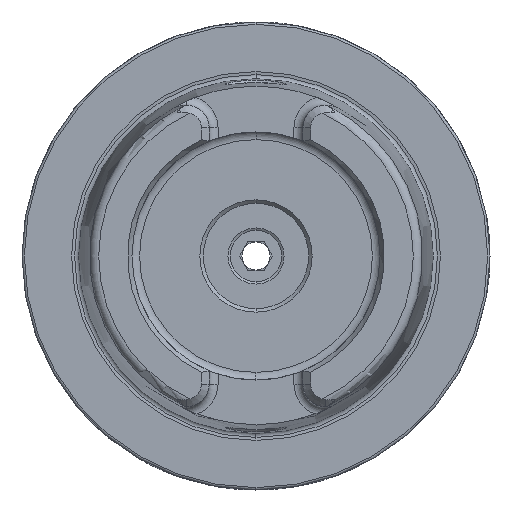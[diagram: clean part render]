
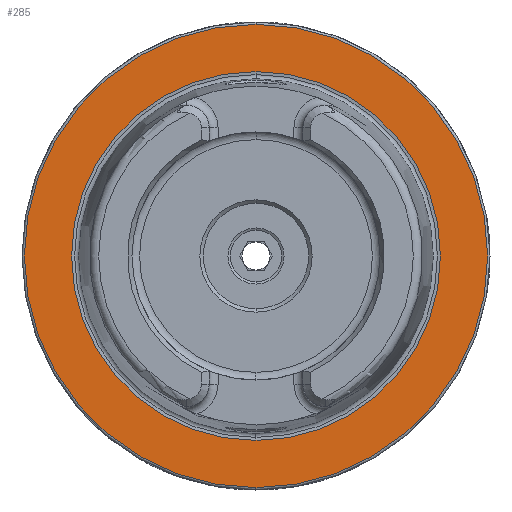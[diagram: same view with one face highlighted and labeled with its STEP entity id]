
A CAD part, left-side view. The second image highlights one B-rep face of the part: STEP entity #285.
In plain terms, the highlighted planar face has unit normal (-1, 0, 0).
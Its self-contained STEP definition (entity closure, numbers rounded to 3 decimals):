
#33 = VERTEX_POINT ( 'NONE', #9668 ) ;
#36 = VERTEX_POINT ( 'NONE', #9671 ) ;
#37 = VERTEX_POINT ( 'NONE', #9672 ) ;
#285 = ADVANCED_FACE ( 'NONE', ( #3573, #3581 ), #10116, .F. ) ;
#1476 = ORIENTED_EDGE ( 'NONE', *, *, #1765, .T. ) ;
#1477 = ORIENTED_EDGE ( 'NONE', *, *, #1994, .T. ) ;
#1478 = ORIENTED_EDGE ( 'NONE', *, *, #1998, .F. ) ;
#1479 = ORIENTED_EDGE ( 'NONE', *, *, #1764, .F. ) ;
#1764 = EDGE_CURVE ( 'NONE', #36, #3816, #5164, .T. ) ;
#1765 = EDGE_CURVE ( 'NONE', #33, #37, #5166, .T. ) ;
#1994 = EDGE_CURVE ( 'NONE', #37, #33, #5380, .T. ) ;
#1998 = EDGE_CURVE ( 'NONE', #3816, #36, #5384, .T. ) ;
#2389 = AXIS2_PLACEMENT_3D ( 'NONE', #10113, #10118, #10119 ) ;
#2577 = AXIS2_PLACEMENT_3D ( 'NONE', #4763, #4764, #4765 ) ;
#2578 = AXIS2_PLACEMENT_3D ( 'NONE', #4768, #4769, #4770 ) ;
#3134 = EDGE_LOOP ( 'NONE', ( #1479, #1478 ) ) ;
#3202 = EDGE_LOOP ( 'NONE', ( #1477, #1476 ) ) ;
#3573 = FACE_BOUND ( 'NONE', #3134, .T. ) ;
#3581 = FACE_OUTER_BOUND ( 'NONE', #3202, .T. ) ;
#3816 = VERTEX_POINT ( 'NONE', #9021 ) ;
#4763 = CARTESIAN_POINT ( 'NONE',  ( 0., 0., 0. ) ) ;
#4764 = DIRECTION ( 'NONE',  ( -1., 0., 0. ) ) ;
#4765 = DIRECTION ( 'NONE',  ( 0., 0., 1. ) ) ;
#4768 = CARTESIAN_POINT ( 'NONE',  ( 0., 0., 0. ) ) ;
#4769 = DIRECTION ( 'NONE',  ( -1., 0., 0. ) ) ;
#4770 = DIRECTION ( 'NONE',  ( 0., 0., 1. ) ) ;
#5164 = CIRCLE ( 'NONE', #2577, 39.405 ) ;
#5166 = CIRCLE ( 'NONE', #2578, 49.5 ) ;
#5380 = CIRCLE ( 'NONE', #7282, 49.5 ) ;
#5384 = CIRCLE ( 'NONE', #7285, 39.405 ) ;
#7233 = CARTESIAN_POINT ( 'NONE',  ( 0., 0., 0. ) ) ;
#7234 = DIRECTION ( 'NONE',  ( -1., 0., 0. ) ) ;
#7235 = DIRECTION ( 'NONE',  ( 0., 0., 1. ) ) ;
#7245 = CARTESIAN_POINT ( 'NONE',  ( 0., 0., 0. ) ) ;
#7246 = DIRECTION ( 'NONE',  ( -1., 0., 0. ) ) ;
#7247 = DIRECTION ( 'NONE',  ( 0., 0., 1. ) ) ;
#7282 = AXIS2_PLACEMENT_3D ( 'NONE', #7233, #7234, #7235 ) ;
#7285 = AXIS2_PLACEMENT_3D ( 'NONE', #7245, #7246, #7247 ) ;
#9021 = CARTESIAN_POINT ( 'NONE',  ( 0., 0., -39.405 ) ) ;
#9668 = CARTESIAN_POINT ( 'NONE',  ( 0., 0., -49.5 ) ) ;
#9671 = CARTESIAN_POINT ( 'NONE',  ( 0., 0., 39.405 ) ) ;
#9672 = CARTESIAN_POINT ( 'NONE',  ( 0., 0., 49.5 ) ) ;
#10113 = CARTESIAN_POINT ( 'NONE',  ( 0., 49.5, 0. ) ) ;
#10116 = PLANE ( 'NONE',  #2389 ) ;
#10118 = DIRECTION ( 'NONE',  ( 1., 0., 0. ) ) ;
#10119 = DIRECTION ( 'NONE',  ( 0., 0., -1. ) ) ;
